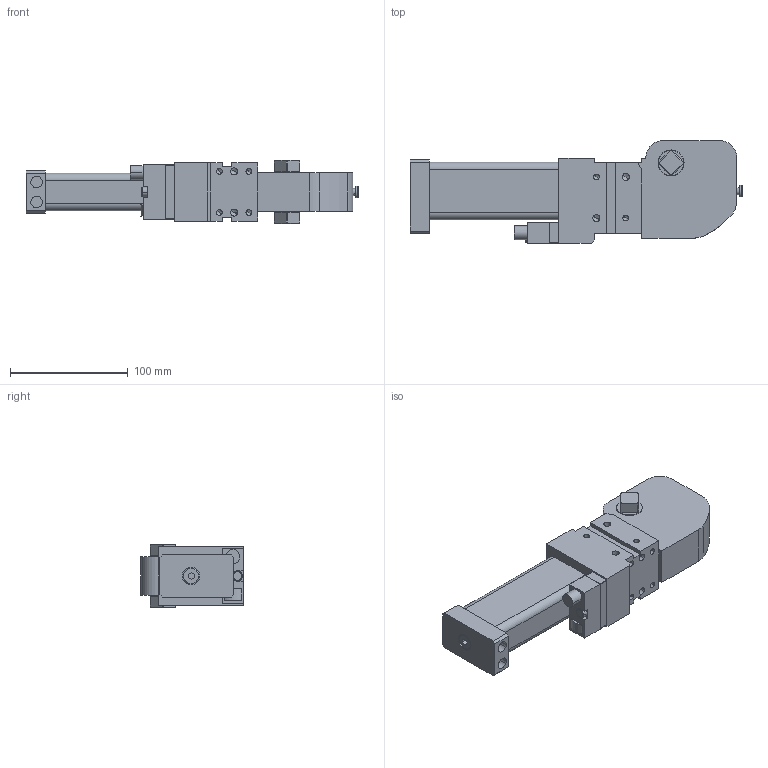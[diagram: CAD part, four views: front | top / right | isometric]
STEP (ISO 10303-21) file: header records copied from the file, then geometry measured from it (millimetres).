
FILE_DESCRIPTION(('CATIA V5 STEP Exchange'),'2;1');
FILE_NAME('U_40_BR5_A00_T24_2_TUENKERS.stp','2019-08-26T14:43:52+00:00',('none'),('none'),'CATIA Version 5 Release 19 SP 9 (IN-10)','CATIA V5 STEP AP214','none');
FILE_SCHEMA(('AUTOMOTIVE_DESIGN { 1 0 10303 214 1 1 1 1 }'));
Length unit declared in the file: millimetre
Products named in the file (1): U_40_BR5_A00_T24_2_TUENKERS
Bounding box: 282.3 x 87.5 x 54 mm (x, y, z)
Volume: 661756.1 mm3; surface area: 74160.3 mm2
Topology: 1 solids, 1 shells, 257 faces, 617 edges, 358 vertices
Faces by surface type: plane 108, cylinder 83, cone 64, torus 2
Entity records: 8331 total; most frequent: CARTESIAN_POINT 1161, ORIENTED_EDGE 1154, DIRECTION 915, EDGE_CURVE 577, AXIS2_PLACEMENT_3D 380, VECTOR 359, LINE 359, VERTEX_POINT 358
